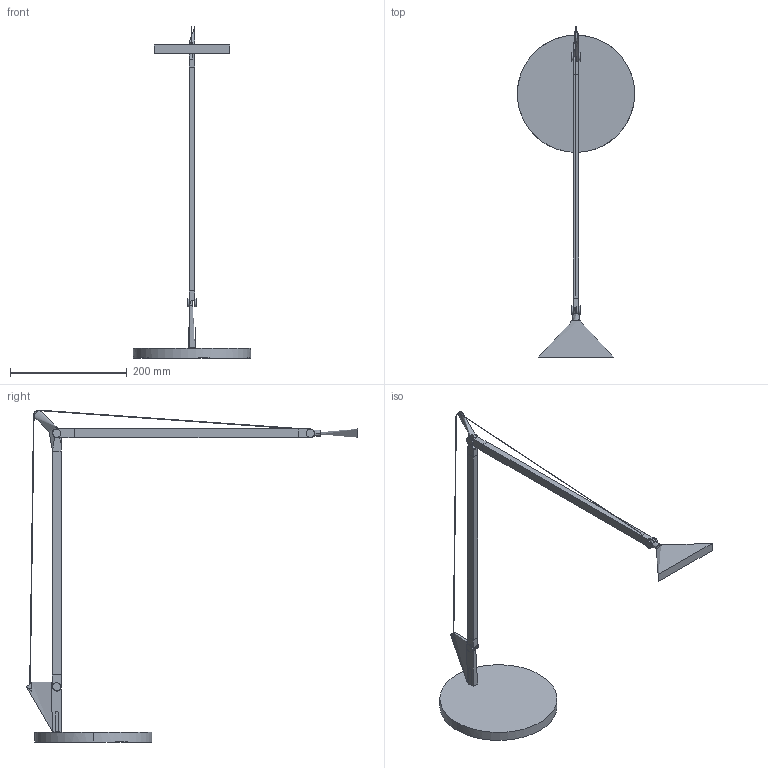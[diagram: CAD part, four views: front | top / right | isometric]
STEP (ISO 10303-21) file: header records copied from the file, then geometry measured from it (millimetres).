
FILE_DESCRIPTION(/* description */ (''),/* implementation_level */ '2;1');
FILE_NAME(/* name */ 'DEMETRA S',/* time_stamp */ '2013-10-22T14:50:56+02:00',/* author */ (''),/* organization */ (''),/* preprocessor_version */ 'ST-DEVELOPER v10',/* originating_system */ '',/* authorisation */ '');
FILE_SCHEMA (('AUTOMOTIVE_DESIGN'));
Length unit declared in the file: millimetre
Products named in the file (1): 1
Bounding box: 201.01 x 569.1 x 569.6 mm (x, y, z)
Volume: 630806.9 mm3; surface area: 168179.3 mm2
Topology: 15 solids, 22 shells, 112 faces, 313 edges, 244 vertices
Faces by surface type: plane 57, bspline 55
Entity records: 4487 total; most frequent: CARTESIAN_POINT 2476, ORIENTED_EDGE 437, EDGE_CURVE 232, VERTEX_POINT 158, B_SPLINE_CURVE_WITH_KNOTS 135, EDGE_LOOP 117, ADVANCED_FACE 112, FACE_OUTER_BOUND 112
